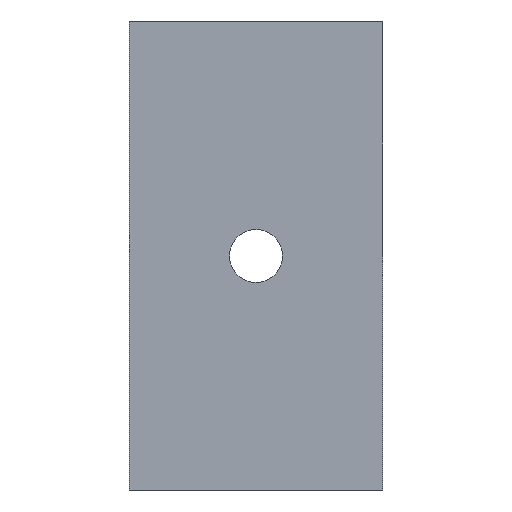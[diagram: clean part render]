
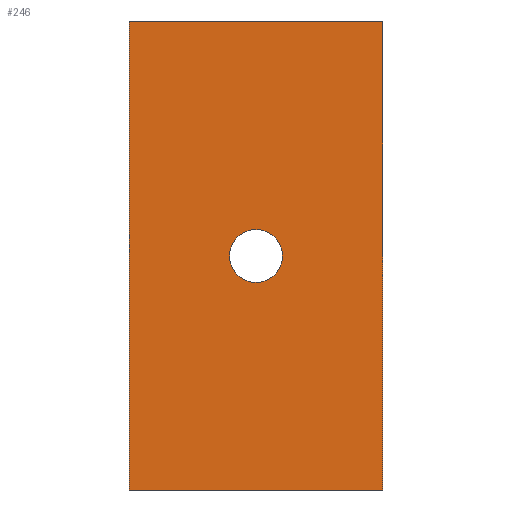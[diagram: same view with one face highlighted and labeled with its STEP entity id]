
A CAD part, front view. The second image highlights one B-rep face of the part: STEP entity #246.
In plain terms, the highlighted planar face has unit normal (0, -1, 0).
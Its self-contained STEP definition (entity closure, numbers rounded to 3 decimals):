
#16=LINE('',#363,#36);
#30=LINE('',#397,#50);
#32=LINE('',#401,#52);
#34=LINE('',#404,#54);
#36=VECTOR('',#297,24.);
#50=VECTOR('',#329,44.3);
#52=VECTOR('',#333,24.);
#54=VECTOR('',#337,44.3);
#62=PLANE('',#271);
#71=FACE_BOUND('',#106,.T.);
#84=FACE_OUTER_BOUND('',#105,.T.);
#105=EDGE_LOOP('',(#224,#225,#226,#227));
#106=EDGE_LOOP('',(#228));
#107=CIRCLE('',#250,2.5);
#117=VERTEX_POINT('',#342);
#125=VERTEX_POINT('',#360);
#126=VERTEX_POINT('',#362);
#137=VERTEX_POINT('',#396);
#138=VERTEX_POINT('',#400);
#139=EDGE_CURVE('',#117,#117,#107,.T.);
#147=EDGE_CURVE('',#125,#126,#16,.T.);
#164=EDGE_CURVE('',#126,#137,#30,.T.);
#166=EDGE_CURVE('',#137,#138,#32,.T.);
#168=EDGE_CURVE('',#138,#125,#34,.T.);
#224=ORIENTED_EDGE('',*,*,#164,.F.);
#225=ORIENTED_EDGE('',*,*,#147,.F.);
#226=ORIENTED_EDGE('',*,*,#168,.F.);
#227=ORIENTED_EDGE('',*,*,#166,.F.);
#228=ORIENTED_EDGE('',*,*,#139,.T.);
#246=ADVANCED_FACE('',(#84,#71),#62,.F.);
#250=AXIS2_PLACEMENT_3D('',#343,#276,#277);
#271=AXIS2_PLACEMENT_3D('',#405,#338,#339);
#276=DIRECTION('center_axis',(0.,1.,0.));
#277=DIRECTION('ref_axis',(-1.,0.,0.));
#297=DIRECTION('',(-1.,0.,0.));
#329=DIRECTION('',(0.,0.,1.));
#333=DIRECTION('',(1.,0.,0.));
#337=DIRECTION('',(0.,0.,-1.));
#338=DIRECTION('center_axis',(0.,1.,0.));
#339=DIRECTION('ref_axis',(0.,0.,1.));
#342=CARTESIAN_POINT('',(-9.5,0.,-21.15));
#343=CARTESIAN_POINT('Origin',(-12.,0.,-21.15));
#360=CARTESIAN_POINT('',(0.,0.,-43.3));
#362=CARTESIAN_POINT('',(-24.,0.,-43.3));
#363=CARTESIAN_POINT('',(0.,0.,-43.3));
#396=CARTESIAN_POINT('',(-24.,0.,1.));
#397=CARTESIAN_POINT('',(-24.,0.,0.));
#400=CARTESIAN_POINT('',(0.,0.,1.));
#401=CARTESIAN_POINT('',(-24.,0.,1.));
#404=CARTESIAN_POINT('',(0.,0.,1.));
#405=CARTESIAN_POINT('Origin',(-12.,0.,0.5));
